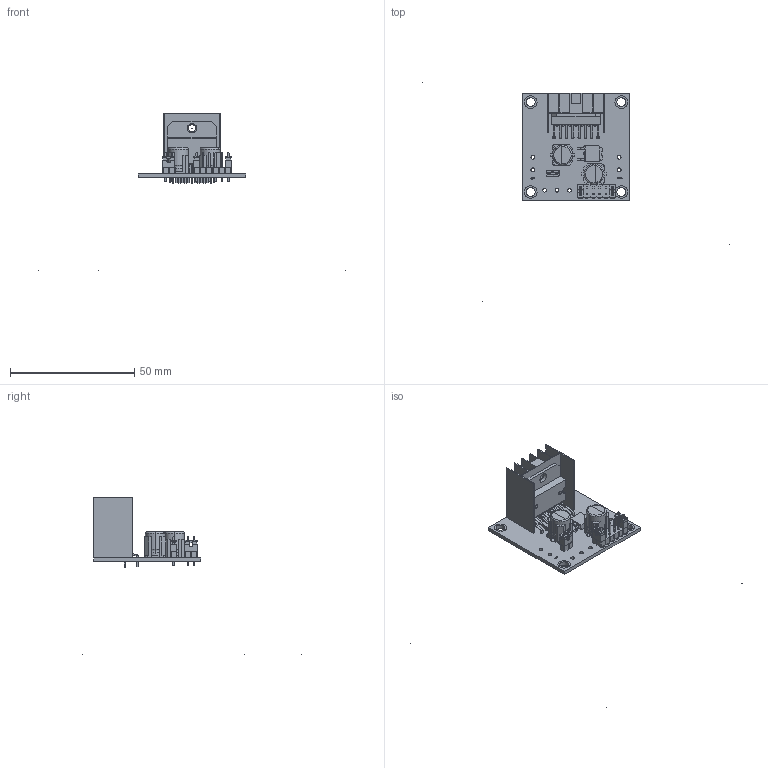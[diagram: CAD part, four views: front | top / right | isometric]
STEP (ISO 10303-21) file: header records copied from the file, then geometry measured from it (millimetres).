
FILE_DESCRIPTION(/* description */ ('Unknown'),/* implementation_level */ '2;1');
FILE_NAME(/* name */ 'H-Bridge_L298N',/* time_stamp */ '2025-10-19T01:29:35+03:00',/* author */ ('Unknown'),/* organization */ ('Unknown'),/* preprocessor_version */ 'ST-DEVELOPER v20',/* originating_system */ 'Solid Edge',/* authorisation */ 'Unknown');
FILE_SCHEMA (('AUTOMOTIVE_DESIGN {1 0 10303 214 3 1 1}'));
Length unit declared in the file: millimetre
Products named in the file (16): H-Bridge_L298N; L298N-PCB; L298N_Heat_sink; L298N_Motor_driver; Screw_M3.5X5_UNI6107; 2_way_PCB_screw_connector; 3_way_PCB_screw_connector; 2X6_DuPont_Male_S; 2X6_Pin_Holder; Straight_Pin_M; 1X2_DuPont_Male_S; 1X2_Pin_Holder; Cap_D8X10_V1; TO_252-3; L78M05ACDT-TR; jumper_aksnt_g-black
Assembly tree (28 placements, depth 3):
  H-Bridge_L298N
    L298N-PCB
    L298N_Heat_sink
    L298N_Motor_driver
    Screw_M3.5X5_UNI6107
    2_way_PCB_screw_connector  x2
    3_way_PCB_screw_connector
    2X6_DuPont_Male_S
      2X6_Pin_Holder
      Straight_Pin_M  x8
    1X2_DuPont_Male_S
      1X2_Pin_Holder
      Straight_Pin_M  x2
    Cap_D8X10_V1  x2
    TO_252-3
      L78M05ACDT-TR
    jumper_aksnt_g-black  x3
Bounding box: 124.07 x 87.98 x 63.37 mm (x, y, z)
Volume: 6878.6 mm3; surface area: 12269.5 mm2
Topology: 29 solids, 29 shells, 2127 faces, 5663 edges, 3668 vertices
Faces by surface type: plane 1575, cylinder 375, torus 81, cone 44, bspline 36, sphere 16
Full cylindrical faces by diameter (mm): 0.004 x1, 1 x25, 1.5 x9, 2.85 x1, 3.5 x4, 3.75 x1, 5.1 x4
Entity records: 58003 total; most frequent: CARTESIAN_POINT 11054, ORIENTED_EDGE 7902, DIRECTION 7600, EDGE_CURVE 3951, LINE 3010, VECTOR 3010, VERTEX_POINT 2624, AXIS2_PLACEMENT_3D 2295
